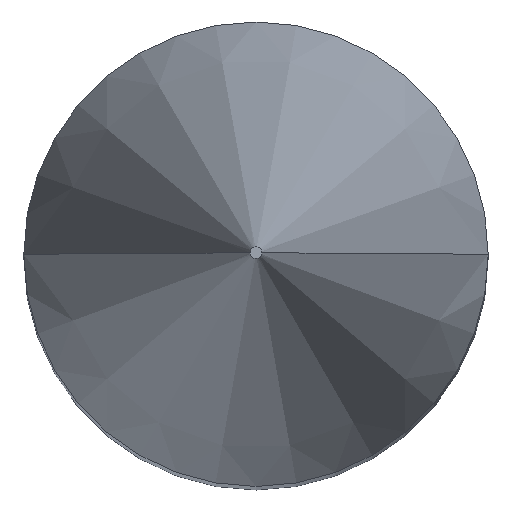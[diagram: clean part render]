
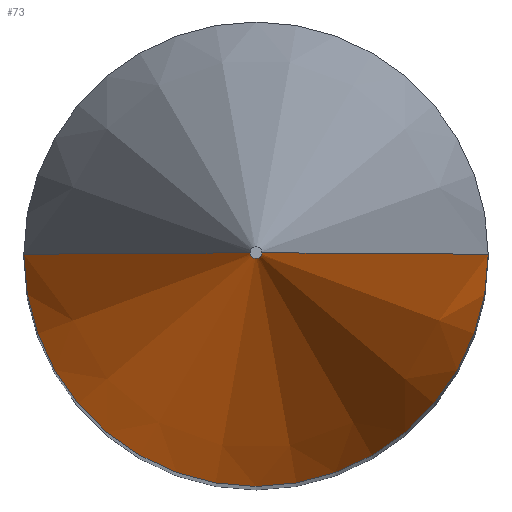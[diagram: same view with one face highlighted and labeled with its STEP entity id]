
A CAD part, top view. The second image highlights one B-rep face of the part: STEP entity #73.
In plain terms, the highlighted conical face has half-angle 15 degrees and reference radius 0.102 mm.
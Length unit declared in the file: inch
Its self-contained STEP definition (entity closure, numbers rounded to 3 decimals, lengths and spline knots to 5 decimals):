
#4 = CIRCLE ( 'NONE', #203, 0.004 ) ;
#10 = EDGE_CURVE ( 'NONE', #175, #235, #141, .T. ) ;
#11 = CARTESIAN_POINT ( 'NONE',  ( 0.15625, 0., 1.9318 ) ) ;
#21 = LINE ( 'NONE', #108, #184 ) ;
#25 = ORIENTED_EDGE ( 'NONE', *, *, #10, .F. ) ;
#29 = CARTESIAN_POINT ( 'NONE',  ( -0.004, 0., 2.5 ) ) ;
#44 = EDGE_CURVE ( 'NONE', #150, #140, #4, .T. ) ;
#73 = ADVANCED_FACE ( 'NONE', ( #170 ), #110, .T. ) ;
#79 = DIRECTION ( 'NONE',  ( 0., 0., -1. ) ) ;
#90 = VECTOR ( 'NONE', #148, 39.37008 ) ;
#92 = ORIENTED_EDGE ( 'NONE', *, *, #44, .T. ) ;
#94 = EDGE_CURVE ( 'NONE', #140, #235, #21, .T. ) ;
#104 = DIRECTION ( 'NONE',  ( -1., 0., 0. ) ) ;
#108 = CARTESIAN_POINT ( 'NONE',  ( -0.004, 0., 2.5 ) ) ;
#110 = CONICAL_SURFACE ( 'NONE', #232, 0.004, 0.262 ) ;
#120 = DIRECTION ( 'NONE',  ( 0., 0., -1. ) ) ;
#134 = EDGE_CURVE ( 'NONE', #150, #175, #240, .T. ) ;
#136 = CARTESIAN_POINT ( 'NONE',  ( 0., 0., 2.5 ) ) ;
#138 = AXIS2_PLACEMENT_3D ( 'NONE', #188, #193, #222 ) ;
#140 = VERTEX_POINT ( 'NONE', #29 ) ;
#141 = CIRCLE ( 'NONE', #138, 0.15625 ) ;
#145 = CARTESIAN_POINT ( 'NONE',  ( -0.15625, 0., 1.9318 ) ) ;
#146 = CARTESIAN_POINT ( 'NONE',  ( 0.004, 0., 2.5 ) ) ;
#148 = DIRECTION ( 'NONE',  ( 0.259, 0., -0.966 ) ) ;
#150 = VERTEX_POINT ( 'NONE', #146 ) ;
#153 = DIRECTION ( 'NONE',  ( 1., 0., 0. ) ) ;
#169 = ORIENTED_EDGE ( 'NONE', *, *, #94, .T. ) ;
#170 = FACE_OUTER_BOUND ( 'NONE', #207, .T. ) ;
#175 = VERTEX_POINT ( 'NONE', #11 ) ;
#178 = DIRECTION ( 'NONE',  ( -0.259, 0., -0.966 ) ) ;
#183 = CARTESIAN_POINT ( 'NONE',  ( 0.004, 0., 2.5 ) ) ;
#184 = VECTOR ( 'NONE', #178, 39.37008 ) ;
#188 = CARTESIAN_POINT ( 'NONE',  ( 0., 0., 1.9318 ) ) ;
#191 = ORIENTED_EDGE ( 'NONE', *, *, #134, .F. ) ;
#193 = DIRECTION ( 'NONE',  ( 0., 0., -1. ) ) ;
#203 = AXIS2_PLACEMENT_3D ( 'NONE', #136, #120, #104 ) ;
#207 = EDGE_LOOP ( 'NONE', ( #92, #169, #25, #191 ) ) ;
#222 = DIRECTION ( 'NONE',  ( -1., 0., 0. ) ) ;
#232 = AXIS2_PLACEMENT_3D ( 'NONE', #242, #79, #153 ) ;
#235 = VERTEX_POINT ( 'NONE', #145 ) ;
#240 = LINE ( 'NONE', #183, #90 ) ;
#242 = CARTESIAN_POINT ( 'NONE',  ( 0., 0., 2.5 ) ) ;
